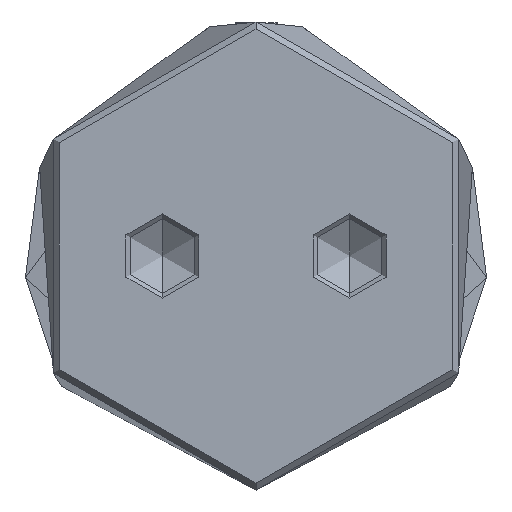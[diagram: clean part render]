
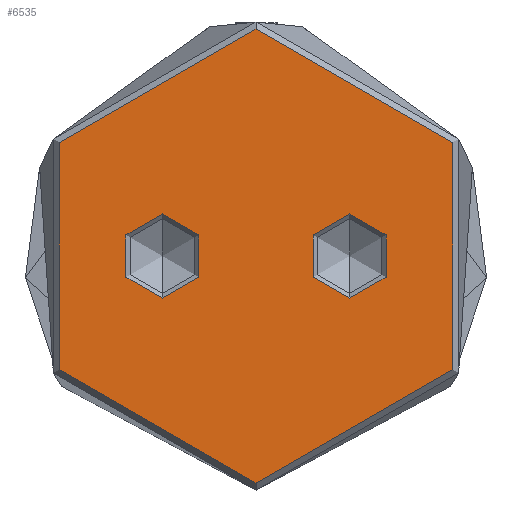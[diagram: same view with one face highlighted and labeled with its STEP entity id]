
A CAD part, front view. The second image highlights one B-rep face of the part: STEP entity #6535.
In plain terms, the highlighted face is planar.
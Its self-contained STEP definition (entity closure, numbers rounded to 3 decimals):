
#17 = DIRECTION ( 'NONE',  ( 1., 0., 0. ) ) ;
#75 = DIRECTION ( 'NONE',  ( 1., 0., 0. ) ) ;
#143 = CIRCLE ( 'NONE', #686, 4.5 ) ;
#303 = CIRCLE ( 'NONE', #779, 24.25 ) ;
#493 = DIRECTION ( 'NONE',  ( 0., 0., 1. ) ) ;
#686 = AXIS2_PLACEMENT_3D ( 'NONE', #1661, #5208, #2154 ) ;
#730 = EDGE_CURVE ( 'NONE', #5144, #1006, #1031, .T. ) ;
#735 = AXIS2_PLACEMENT_3D ( 'NONE', #6200, #3152, #75 ) ;
#748 = DIRECTION ( 'NONE',  ( 0., 0., -1. ) ) ;
#779 = AXIS2_PLACEMENT_3D ( 'NONE', #6139, #3083, #17 ) ;
#826 = FACE_BOUND ( 'NONE', #4179, .T. ) ;
#1006 = VERTEX_POINT ( 'NONE', #1024 ) ;
#1024 = CARTESIAN_POINT ( 'NONE',  ( -24.25, 0., 0. ) ) ;
#1031 = CIRCLE ( 'NONE', #5768, 24.25 ) ;
#1635 = CARTESIAN_POINT ( 'NONE',  ( 4.5, 10., 0. ) ) ;
#1661 = CARTESIAN_POINT ( 'NONE',  ( 0., -10., 0. ) ) ;
#1677 = ORIENTED_EDGE ( 'NONE', *, *, #4913, .F. ) ;
#2077 = CARTESIAN_POINT ( 'NONE',  ( -4.5, 10., 0. ) ) ;
#2154 = DIRECTION ( 'NONE',  ( 1., 0., 0. ) ) ;
#2226 = CARTESIAN_POINT ( 'NONE',  ( -4.5, -10., 0. ) ) ;
#2297 = VERTEX_POINT ( 'NONE', #3359 ) ;
#2305 = DIRECTION ( 'NONE',  ( 1., 0., 0. ) ) ;
#2375 = DIRECTION ( 'NONE',  ( 0., 0., 1. ) ) ;
#2654 = ORIENTED_EDGE ( 'NONE', *, *, #3925, .T. ) ;
#2804 = DIRECTION ( 'NONE',  ( -1., 0., 0. ) ) ;
#2913 = ORIENTED_EDGE ( 'NONE', *, *, #3878, .T. ) ;
#2992 = CIRCLE ( 'NONE', #5942, 4.5 ) ;
#3083 = DIRECTION ( 'NONE',  ( 0., 0., 1. ) ) ;
#3152 = DIRECTION ( 'NONE',  ( 0., 0., 1. ) ) ;
#3294 = CARTESIAN_POINT ( 'NONE',  ( 0., 0., 0. ) ) ;
#3319 = CIRCLE ( 'NONE', #3916, 4.5 ) ;
#3336 = CARTESIAN_POINT ( 'NONE',  ( 0., 0., 0. ) ) ;
#3359 = CARTESIAN_POINT ( 'NONE',  ( 4.5, -10., 0. ) ) ;
#3564 = CARTESIAN_POINT ( 'NONE',  ( 0., 10., 0. ) ) ;
#3798 = CARTESIAN_POINT ( 'NONE',  ( 0., -10., 0. ) ) ;
#3878 = EDGE_CURVE ( 'NONE', #1006, #5144, #303, .T. ) ;
#3892 = VERTEX_POINT ( 'NONE', #2077 ) ;
#3913 = EDGE_CURVE ( 'NONE', #5855, #3892, #5764, .T. ) ;
#3916 = AXIS2_PLACEMENT_3D ( 'NONE', #3564, #493, #4071 ) ;
#3925 = EDGE_CURVE ( 'NONE', #5017, #2297, #143, .T. ) ;
#4071 = DIRECTION ( 'NONE',  ( 1., 0., 0. ) ) ;
#4179 = EDGE_LOOP ( 'NONE', ( #4201, #1677 ) ) ;
#4201 = ORIENTED_EDGE ( 'NONE', *, *, #3913, .F. ) ;
#4303 = DIRECTION ( 'NONE',  ( 1., 0., 0. ) ) ;
#4571 = FACE_BOUND ( 'NONE', #5112, .T. ) ;
#4913 = EDGE_CURVE ( 'NONE', #3892, #5855, #3319, .T. ) ;
#5017 = VERTEX_POINT ( 'NONE', #2226 ) ;
#5112 = EDGE_LOOP ( 'NONE', ( #5198, #2654 ) ) ;
#5144 = VERTEX_POINT ( 'NONE', #5859 ) ;
#5198 = ORIENTED_EDGE ( 'NONE', *, *, #5475, .T. ) ;
#5208 = DIRECTION ( 'NONE',  ( 0., 0., -1. ) ) ;
#5353 = PLANE ( 'NONE',  #5712 ) ;
#5475 = EDGE_CURVE ( 'NONE', #2297, #5017, #2992, .T. ) ;
#5583 = ORIENTED_EDGE ( 'NONE', *, *, #730, .T. ) ;
#5712 = AXIS2_PLACEMENT_3D ( 'NONE', #3294, #5866, #2804 ) ;
#5748 = EDGE_LOOP ( 'NONE', ( #2913, #5583 ) ) ;
#5764 = CIRCLE ( 'NONE', #735, 4.5 ) ;
#5768 = AXIS2_PLACEMENT_3D ( 'NONE', #3336, #2375, #2305 ) ;
#5779 = FACE_OUTER_BOUND ( 'NONE', #5748, .T. ) ;
#5855 = VERTEX_POINT ( 'NONE', #1635 ) ;
#5859 = CARTESIAN_POINT ( 'NONE',  ( 24.25, 0., 0. ) ) ;
#5866 = DIRECTION ( 'NONE',  ( 0., 0., -1. ) ) ;
#5942 = AXIS2_PLACEMENT_3D ( 'NONE', #3798, #748, #4303 ) ;
#6139 = CARTESIAN_POINT ( 'NONE',  ( 0., 0., 0. ) ) ;
#6200 = CARTESIAN_POINT ( 'NONE',  ( 0., 10., 0. ) ) ;
#6535 = ADVANCED_FACE ( 'NONE', ( #5779, #826, #4571 ), #5353, .F. ) ;
